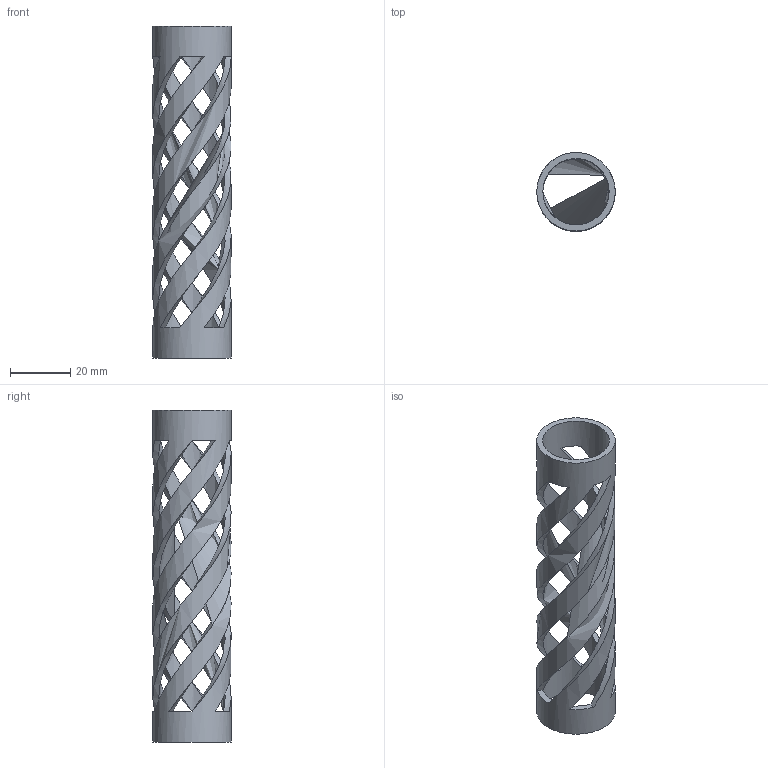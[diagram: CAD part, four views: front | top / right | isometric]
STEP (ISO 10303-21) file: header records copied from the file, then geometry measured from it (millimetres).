
FILE_DESCRIPTION(('STEP AP242'), '1');
FILE_NAME('itemTubeBraid_V3', '', ('UNSPECIFIED'), ('UNSPECIFIED'), 'C3D Converter', 'C3D Toolkit', '');
FILE_SCHEMA(('AP242_MANAGED_MODEL_BASED_3D_ENGINEERING_MIM_LF { 1 0 10303 442 1 1 4 }'));
Length unit declared in the file: millimetre
Bounding box: 26 x 26 x 110 mm (x, y, z)
Volume: 9801.8 mm3; surface area: 12509.1 mm2
Topology: 1 solids, 1 shells, 24 faces, 93 edges, 62 vertices
Faces by surface type: plane 12, bspline 10, cylinder 2
Full cylindrical faces by diameter (mm): 22 x1, 26 x1
Entity records: 3203 total; most frequent: CARTESIAN_POINT 2494, ORIENTED_EDGE 160, DIRECTION 98, EDGE_CURVE 80, VERTEX_POINT 60, AXIS2_PLACEMENT_3D 39, EDGE_LOOP 38, B_SPLINE_CURVE_WITH_KNOTS 37
